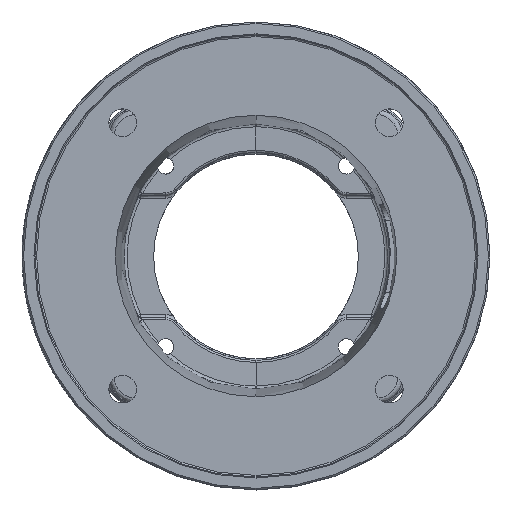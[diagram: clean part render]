
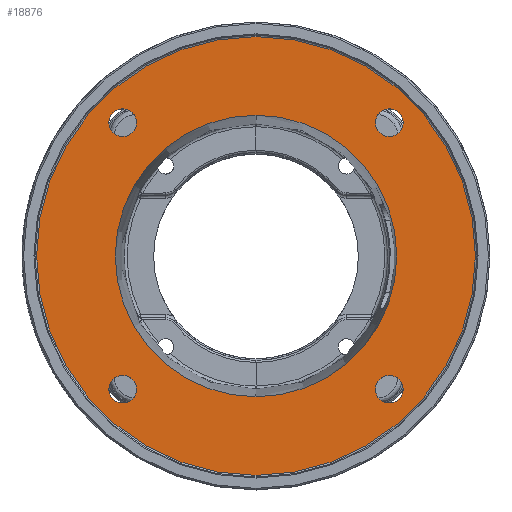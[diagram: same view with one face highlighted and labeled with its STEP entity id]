
A CAD part, top view. The second image highlights one B-rep face of the part: STEP entity #18876.
In plain terms, the highlighted planar face has unit normal (0, 0, 1).
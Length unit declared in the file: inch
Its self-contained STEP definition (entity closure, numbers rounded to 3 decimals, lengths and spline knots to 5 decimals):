
#606=CARTESIAN_POINT('',(0.,0.,-0.2075));
#607=DIRECTION('',(0.,0.,1.));
#608=DIRECTION('',(0.,1.,0.));
#609=AXIS2_PLACEMENT_3D('',#606,#607,#608);
#2148=CARTESIAN_POINT('',(0.,0.,-0.2075));
#2149=DIRECTION('',(0.,0.,1.));
#2150=DIRECTION('',(0.,-1.,0.));
#2151=AXIS2_PLACEMENT_3D('',#2148,#2149,#2150);
#3566=CARTESIAN_POINT('',(0.,0.,-0.2075));
#3567=DIRECTION('',(0.,0.,-1.));
#3568=DIRECTION('',(0.,1.,0.));
#3569=AXIS2_PLACEMENT_3D('',#3566,#3567,#3568);
#3571=CARTESIAN_POINT('',(0.,0.,-0.2075));
#3572=DIRECTION('',(0.,0.,1.));
#3573=DIRECTION('',(0.,1.,0.));
#3574=AXIS2_PLACEMENT_3D('',#3571,#3572,#3573);
#3622=CARTESIAN_POINT('',(-2.56326,2.56326,-0.2075));
#3623=DIRECTION('',(0.,0.,-1.));
#3624=DIRECTION('',(-0.707,0.707,0.));
#3625=AXIS2_PLACEMENT_3D('',#3622,#3623,#3624);
#3632=CARTESIAN_POINT('',(-2.56326,2.56326,-0.2075));
#3633=DIRECTION('',(0.,0.,-1.));
#3634=DIRECTION('',(0.707,-0.707,0.));
#3635=AXIS2_PLACEMENT_3D('',#3632,#3633,#3634);
#3658=CARTESIAN_POINT('',(-2.56326,-2.56326,-0.2075));
#3659=DIRECTION('',(0.,0.,-1.));
#3660=DIRECTION('',(-0.707,-0.707,0.));
#3661=AXIS2_PLACEMENT_3D('',#3658,#3659,#3660);
#3668=CARTESIAN_POINT('',(-2.56326,-2.56326,-0.2075));
#3669=DIRECTION('',(0.,0.,-1.));
#3670=DIRECTION('',(0.707,0.707,0.));
#3671=AXIS2_PLACEMENT_3D('',#3668,#3669,#3670);
#3694=CARTESIAN_POINT('',(2.56326,-2.56326,-0.2075));
#3695=DIRECTION('',(0.,0.,-1.));
#3696=DIRECTION('',(0.707,-0.707,0.));
#3697=AXIS2_PLACEMENT_3D('',#3694,#3695,#3696);
#3704=CARTESIAN_POINT('',(2.56326,-2.56326,-0.2075));
#3705=DIRECTION('',(0.,0.,-1.));
#3706=DIRECTION('',(-0.707,0.707,0.));
#3707=AXIS2_PLACEMENT_3D('',#3704,#3705,#3706);
#3730=CARTESIAN_POINT('',(2.56326,2.56326,-0.2075));
#3731=DIRECTION('',(0.,0.,-1.));
#3732=DIRECTION('',(0.707,0.707,0.));
#3733=AXIS2_PLACEMENT_3D('',#3730,#3731,#3732);
#3740=CARTESIAN_POINT('',(2.56326,2.56326,-0.2075));
#3741=DIRECTION('',(0.,0.,-1.));
#3742=DIRECTION('',(-0.707,-0.707,0.));
#3743=AXIS2_PLACEMENT_3D('',#3740,#3741,#3742);
#11961=CARTESIAN_POINT('',(0.,4.22,-0.2075));
#11963=VERTEX_POINT('',#11961);
#11967=CARTESIAN_POINT('',(0.,-4.22,-0.2075));
#11969=VERTEX_POINT('',#11967);
#11973=CARTESIAN_POINT('',(0.,2.70736,-0.2075));
#11974=CARTESIAN_POINT('',(0.,-2.70736,-0.2075));
#11975=VERTEX_POINT('',#11973);
#11976=VERTEX_POINT('',#11974);
#11981=CARTESIAN_POINT('',(-2.75065,2.75065,-0.2075));
#11982=CARTESIAN_POINT('',(-2.37588,2.37588,-0.2075));
#11983=VERTEX_POINT('',#11981);
#11984=VERTEX_POINT('',#11982);
#11985=CARTESIAN_POINT('',(-2.75065,-2.75065,-0.2075));
#11986=CARTESIAN_POINT('',(-2.37588,-2.37588,-0.2075));
#11987=VERTEX_POINT('',#11985);
#11988=VERTEX_POINT('',#11986);
#11989=CARTESIAN_POINT('',(2.75065,-2.75065,-0.2075));
#11990=CARTESIAN_POINT('',(2.37588,-2.37588,-0.2075));
#11991=VERTEX_POINT('',#11989);
#11992=VERTEX_POINT('',#11990);
#11993=CARTESIAN_POINT('',(2.75065,2.75065,-0.2075));
#11994=CARTESIAN_POINT('',(2.37588,2.37588,-0.2075));
#11995=VERTEX_POINT('',#11993);
#11996=VERTEX_POINT('',#11994);
#18837=CARTESIAN_POINT('',(0.,0.,-0.2075));
#18838=DIRECTION('',(0.,0.,1.));
#18839=DIRECTION('',(0.,1.,0.));
#18840=AXIS2_PLACEMENT_3D('',#18837,#18838,#18839);
#18841=PLANE('',#18840);
#18843=ORIENTED_EDGE('',*,*,#18842,.T.);
#18845=ORIENTED_EDGE('',*,*,#18844,.F.);
#18846=EDGE_LOOP('',(#18843,#18845));
#18847=FACE_OUTER_BOUND('',#18846,.F.);
#18848=ORIENTED_EDGE('',*,*,#12951,.T.);
#18849=ORIENTED_EDGE('',*,*,#15811,.T.);
#18850=EDGE_LOOP('',(#18848,#18849));
#18851=FACE_BOUND('',#18850,.F.);
#18853=ORIENTED_EDGE('',*,*,#18852,.F.);
#18855=ORIENTED_EDGE('',*,*,#18854,.F.);
#18856=EDGE_LOOP('',(#18853,#18855));
#18857=FACE_BOUND('',#18856,.F.);
#18859=ORIENTED_EDGE('',*,*,#18858,.F.);
#18861=ORIENTED_EDGE('',*,*,#18860,.F.);
#18862=EDGE_LOOP('',(#18859,#18861));
#18863=FACE_BOUND('',#18862,.F.);
#18865=ORIENTED_EDGE('',*,*,#18864,.F.);
#18867=ORIENTED_EDGE('',*,*,#18866,.F.);
#18868=EDGE_LOOP('',(#18865,#18867));
#18869=FACE_BOUND('',#18868,.F.);
#18871=ORIENTED_EDGE('',*,*,#18870,.F.);
#18873=ORIENTED_EDGE('',*,*,#18872,.F.);
#18874=EDGE_LOOP('',(#18871,#18873));
#18875=FACE_BOUND('',#18874,.F.);
#18876=ADVANCED_FACE('',(#18847,#18851,#18857,#18863,#18869,#18875),#18841,.T.);
#610=CIRCLE('',#609,2.70736);
#2152=CIRCLE('',#2151,2.70736);
#3570=CIRCLE('',#3569,4.22);
#3575=CIRCLE('',#3574,4.22);
#3626=CIRCLE('',#3625,0.265);
#3636=CIRCLE('',#3635,0.265);
#3662=CIRCLE('',#3661,0.265);
#3672=CIRCLE('',#3671,0.265);
#3698=CIRCLE('',#3697,0.265);
#3708=CIRCLE('',#3707,0.265);
#3734=CIRCLE('',#3733,0.265);
#3744=CIRCLE('',#3743,0.265);
#12951=EDGE_CURVE('',#11975,#11976,#610,.T.);
#15811=EDGE_CURVE('',#11976,#11975,#2152,.T.);
#18842=EDGE_CURVE('',#11963,#11969,#3570,.T.);
#18844=EDGE_CURVE('',#11963,#11969,#3575,.T.);
#18852=EDGE_CURVE('',#11983,#11984,#3626,.T.);
#18854=EDGE_CURVE('',#11984,#11983,#3636,.T.);
#18858=EDGE_CURVE('',#11987,#11988,#3662,.T.);
#18860=EDGE_CURVE('',#11988,#11987,#3672,.T.);
#18864=EDGE_CURVE('',#11991,#11992,#3698,.T.);
#18866=EDGE_CURVE('',#11992,#11991,#3708,.T.);
#18870=EDGE_CURVE('',#11995,#11996,#3734,.T.);
#18872=EDGE_CURVE('',#11996,#11995,#3744,.T.);
